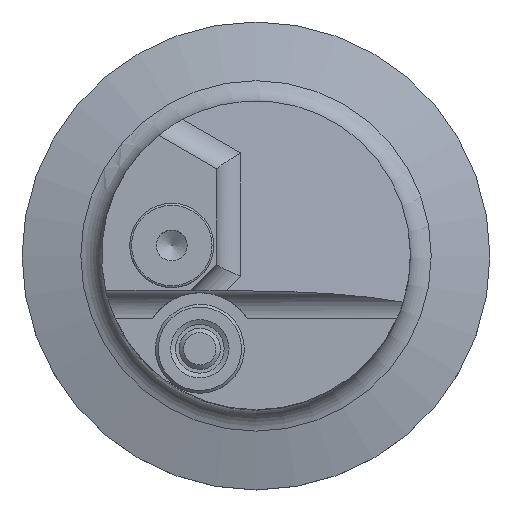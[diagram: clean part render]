
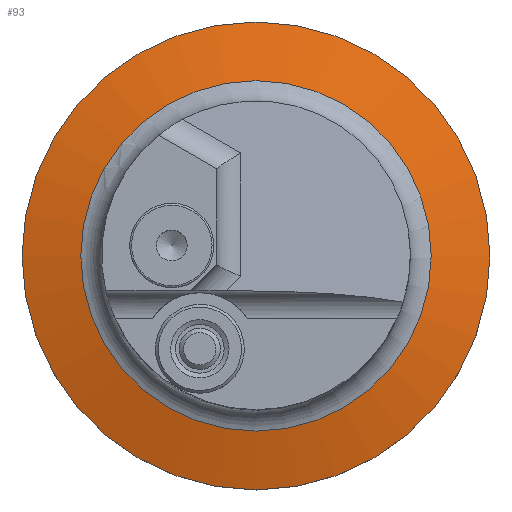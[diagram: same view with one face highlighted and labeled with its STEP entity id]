
A CAD part, top view. The second image highlights one B-rep face of the part: STEP entity #93.
In plain terms, the highlighted conical face has half-angle 75 degrees and reference radius 18.724 mm.
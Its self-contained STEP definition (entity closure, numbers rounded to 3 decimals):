
#56=CONICAL_SURFACE('',#539,18.724,75.);
#93=ADVANCED_FACE('',(#186,#187),#56,.T.);
#186=FACE_BOUND('',#234,.T.);
#187=FACE_BOUND('',#235,.T.);
#234=EDGE_LOOP('',(#303));
#235=EDGE_LOOP('',(#304));
#303=ORIENTED_EDGE('',*,*,#446,.T.);
#304=ORIENTED_EDGE('',*,*,#457,.F.);
#400=VERTEX_POINT('',#765);
#410=VERTEX_POINT('',#825);
#446=EDGE_CURVE('',#400,#400,#500,.T.);
#457=EDGE_CURVE('',#410,#410,#505,.T.);
#500=CIRCLE('',#528,25.);
#505=CIRCLE('',#537,18.724);
#528=AXIS2_PLACEMENT_3D('',#764,#605,#606);
#537=AXIS2_PLACEMENT_3D('',#824,#625,#626);
#539=AXIS2_PLACEMENT_3D('',#827,#629,#630);
#605=DIRECTION('',(0.,0.,1.));
#606=DIRECTION('',(0.,-1.,0.));
#625=DIRECTION('',(0.,0.,1.));
#626=DIRECTION('',(0.,-1.,0.));
#629=DIRECTION('',(0.,0.,-1.));
#630=DIRECTION('',(0.,-1.,0.));
#764=CARTESIAN_POINT('',(0.,0.,5.));
#765=CARTESIAN_POINT('',(0.,-25.,5.));
#824=CARTESIAN_POINT('',(0.,0.,6.682));
#825=CARTESIAN_POINT('',(0.,-18.724,6.682));
#827=CARTESIAN_POINT('',(0.,0.,6.682));
